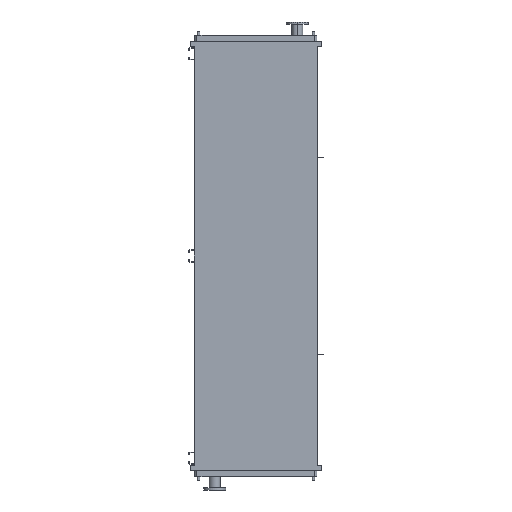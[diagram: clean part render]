
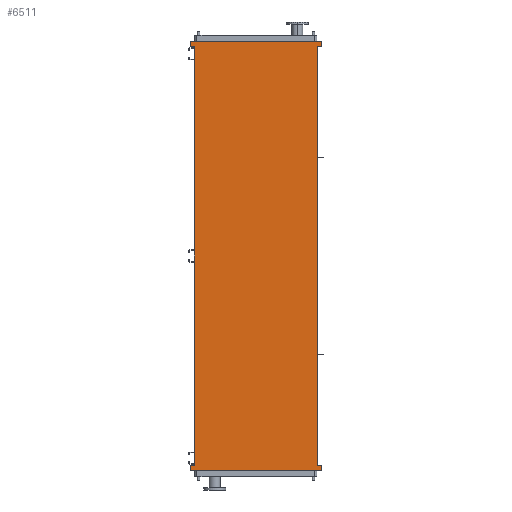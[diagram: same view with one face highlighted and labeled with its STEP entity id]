
A CAD part, front view. The second image highlights one B-rep face of the part: STEP entity #6511.
In plain terms, the highlighted planar face has unit normal (0, -1, 0).
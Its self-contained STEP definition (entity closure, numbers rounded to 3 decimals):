
#285 = CARTESIAN_POINT ( 'NONE',  ( -651., 0., -4093. ) ) ;
#355 = DIRECTION ( 'NONE',  ( 0., 0., 1. ) ) ;
#458 = EDGE_CURVE ( 'NONE', #3663, #6635, #9977, .T. ) ;
#729 = PLANE ( 'NONE',  #8456 ) ;
#1141 = LINE ( 'NONE', #5836, #4272 ) ;
#1229 = LINE ( 'NONE', #4843, #8917 ) ;
#1456 = LINE ( 'NONE', #13977, #7725 ) ;
#1500 = VERTEX_POINT ( 'NONE', #13821 ) ;
#1521 = VERTEX_POINT ( 'NONE', #11666 ) ;
#1738 = FACE_OUTER_BOUND ( 'NONE', #1909, .T. ) ;
#1811 = EDGE_CURVE ( 'NONE', #10926, #6702, #10041, .T. ) ;
#1909 = EDGE_LOOP ( 'NONE', ( #14455, #6865, #7171, #10859, #6663, #7932, #3049, #3254, #7405, #14610, #14010, #6049 ) ) ;
#1992 = EDGE_CURVE ( 'NONE', #1521, #9942, #14976, .T. ) ;
#2070 = EDGE_CURVE ( 'NONE', #5977, #9942, #10561, .T. ) ;
#2187 = EDGE_CURVE ( 'NONE', #3178, #10926, #11018, .T. ) ;
#2209 = CARTESIAN_POINT ( 'NONE',  ( 605., 0., 43. ) ) ;
#2217 = DIRECTION ( 'NONE',  ( -1., 0., 0. ) ) ;
#2663 = CARTESIAN_POINT ( 'NONE',  ( 651., 0., -4145. ) ) ;
#2761 = CARTESIAN_POINT ( 'NONE',  ( 651., 0., 95. ) ) ;
#3049 = ORIENTED_EDGE ( 'NONE', *, *, #9767, .F. ) ;
#3178 = VERTEX_POINT ( 'NONE', #14644 ) ;
#3254 = ORIENTED_EDGE ( 'NONE', *, *, #1811, .F. ) ;
#3320 = VECTOR ( 'NONE', #9493, 1000. ) ;
#3580 = EDGE_CURVE ( 'NONE', #9964, #3178, #13929, .T. ) ;
#3663 = VERTEX_POINT ( 'NONE', #14431 ) ;
#4272 = VECTOR ( 'NONE', #2217, 1000. ) ;
#4843 = CARTESIAN_POINT ( 'NONE',  ( -651., 0., 95. ) ) ;
#5056 = CARTESIAN_POINT ( 'NONE',  ( 605., 0., -4093. ) ) ;
#5128 = VERTEX_POINT ( 'NONE', #12319 ) ;
#5135 = VECTOR ( 'NONE', #12468, 1000. ) ;
#5204 = DIRECTION ( 'NONE',  ( 0., 0., -1. ) ) ;
#5785 = VECTOR ( 'NONE', #13500, 1000. ) ;
#5836 = CARTESIAN_POINT ( 'NONE',  ( -651., 0., 43. ) ) ;
#5977 = VERTEX_POINT ( 'NONE', #6718 ) ;
#6049 = ORIENTED_EDGE ( 'NONE', *, *, #12515, .F. ) ;
#6199 = CARTESIAN_POINT ( 'NONE',  ( 605., 0., 43. ) ) ;
#6302 = LINE ( 'NONE', #14669, #8700 ) ;
#6511 = ADVANCED_FACE ( 'NONE', ( #1738 ), #729, .T. ) ;
#6635 = VERTEX_POINT ( 'NONE', #2761 ) ;
#6663 = ORIENTED_EDGE ( 'NONE', *, *, #15213, .F. ) ;
#6702 = VERTEX_POINT ( 'NONE', #6836 ) ;
#6707 = CARTESIAN_POINT ( 'NONE',  ( 651., 0., -4145. ) ) ;
#6718 = CARTESIAN_POINT ( 'NONE',  ( 605., 0., -4093. ) ) ;
#6836 = CARTESIAN_POINT ( 'NONE',  ( -605., 0., -4093. ) ) ;
#6865 = ORIENTED_EDGE ( 'NONE', *, *, #1992, .F. ) ;
#6971 = CARTESIAN_POINT ( 'NONE',  ( -605., 0., -4050. ) ) ;
#7048 = VECTOR ( 'NONE', #9123, 1000. ) ;
#7171 = ORIENTED_EDGE ( 'NONE', *, *, #14115, .F. ) ;
#7286 = DIRECTION ( 'NONE',  ( 0., 0., -1. ) ) ;
#7353 = LINE ( 'NONE', #5056, #12626 ) ;
#7405 = ORIENTED_EDGE ( 'NONE', *, *, #2187, .F. ) ;
#7725 = VECTOR ( 'NONE', #7286, 1000. ) ;
#7932 = ORIENTED_EDGE ( 'NONE', *, *, #11289, .F. ) ;
#7982 = EDGE_CURVE ( 'NONE', #5128, #9964, #1456, .T. ) ;
#8333 = DIRECTION ( 'NONE',  ( 0., 0., 1. ) ) ;
#8456 = AXIS2_PLACEMENT_3D ( 'NONE', #10102, #14793, #5204 ) ;
#8700 = VECTOR ( 'NONE', #8807, 1000. ) ;
#8807 = DIRECTION ( 'NONE',  ( 0., 0., -1. ) ) ;
#8917 = VECTOR ( 'NONE', #355, 1000. ) ;
#9123 = DIRECTION ( 'NONE',  ( 1., 0., 0. ) ) ;
#9493 = DIRECTION ( 'NONE',  ( 0., 0., 1. ) ) ;
#9767 = EDGE_CURVE ( 'NONE', #6702, #10020, #15206, .T. ) ;
#9914 = VECTOR ( 'NONE', #8333, 1000. ) ;
#9942 = VERTEX_POINT ( 'NONE', #6199 ) ;
#9964 = VERTEX_POINT ( 'NONE', #2663 ) ;
#9977 = LINE ( 'NONE', #11118, #7048 ) ;
#10020 = VERTEX_POINT ( 'NONE', #10852 ) ;
#10041 = LINE ( 'NONE', #12192, #5785 ) ;
#10095 = DIRECTION ( 'NONE',  ( 0., 0., 1. ) ) ;
#10102 = CARTESIAN_POINT ( 'NONE',  ( -605., 0., -4050. ) ) ;
#10561 = LINE ( 'NONE', #14257, #3320 ) ;
#10852 = CARTESIAN_POINT ( 'NONE',  ( -605., 0., 43. ) ) ;
#10859 = ORIENTED_EDGE ( 'NONE', *, *, #458, .F. ) ;
#10926 = VERTEX_POINT ( 'NONE', #285 ) ;
#11018 = LINE ( 'NONE', #12174, #12134 ) ;
#11118 = CARTESIAN_POINT ( 'NONE',  ( 651., 0., 95. ) ) ;
#11289 = EDGE_CURVE ( 'NONE', #10020, #1500, #1141, .T. ) ;
#11335 = DIRECTION ( 'NONE',  ( -1., 0., 0. ) ) ;
#11666 = CARTESIAN_POINT ( 'NONE',  ( 651., 0., 43. ) ) ;
#12134 = VECTOR ( 'NONE', #10095, 1000. ) ;
#12174 = CARTESIAN_POINT ( 'NONE',  ( -651., 0., -4145. ) ) ;
#12192 = CARTESIAN_POINT ( 'NONE',  ( -651., 0., -4093. ) ) ;
#12319 = CARTESIAN_POINT ( 'NONE',  ( 651., 0., -4093. ) ) ;
#12468 = DIRECTION ( 'NONE',  ( -1., 0., 0. ) ) ;
#12515 = EDGE_CURVE ( 'NONE', #5977, #5128, #7353, .T. ) ;
#12626 = VECTOR ( 'NONE', #13117, 1000. ) ;
#12890 = VECTOR ( 'NONE', #11335, 1000. ) ;
#13117 = DIRECTION ( 'NONE',  ( 1., 0., 0. ) ) ;
#13500 = DIRECTION ( 'NONE',  ( 1., 0., 0. ) ) ;
#13821 = CARTESIAN_POINT ( 'NONE',  ( -651., 0., 43. ) ) ;
#13929 = LINE ( 'NONE', #6707, #5135 ) ;
#13977 = CARTESIAN_POINT ( 'NONE',  ( 651., 0., -4093. ) ) ;
#14010 = ORIENTED_EDGE ( 'NONE', *, *, #7982, .F. ) ;
#14115 = EDGE_CURVE ( 'NONE', #6635, #1521, #6302, .T. ) ;
#14257 = CARTESIAN_POINT ( 'NONE',  ( 605., 0., -4050. ) ) ;
#14431 = CARTESIAN_POINT ( 'NONE',  ( -651., 0., 95. ) ) ;
#14455 = ORIENTED_EDGE ( 'NONE', *, *, #2070, .T. ) ;
#14610 = ORIENTED_EDGE ( 'NONE', *, *, #3580, .F. ) ;
#14644 = CARTESIAN_POINT ( 'NONE',  ( -651., 0., -4145. ) ) ;
#14669 = CARTESIAN_POINT ( 'NONE',  ( 651., 0., 43. ) ) ;
#14793 = DIRECTION ( 'NONE',  ( 0., -1., 0. ) ) ;
#14976 = LINE ( 'NONE', #2209, #12890 ) ;
#15206 = LINE ( 'NONE', #6971, #9914 ) ;
#15213 = EDGE_CURVE ( 'NONE', #1500, #3663, #1229, .T. ) ;
